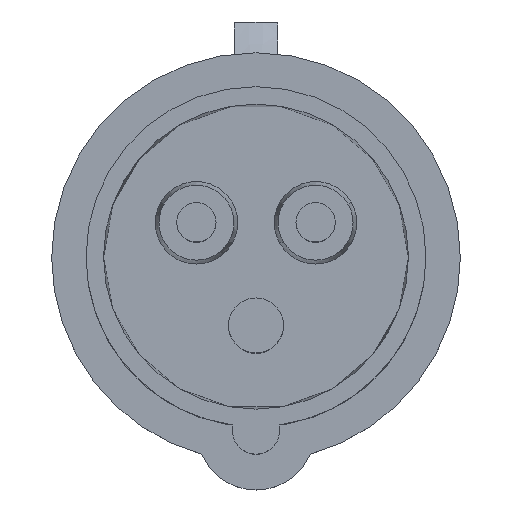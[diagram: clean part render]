
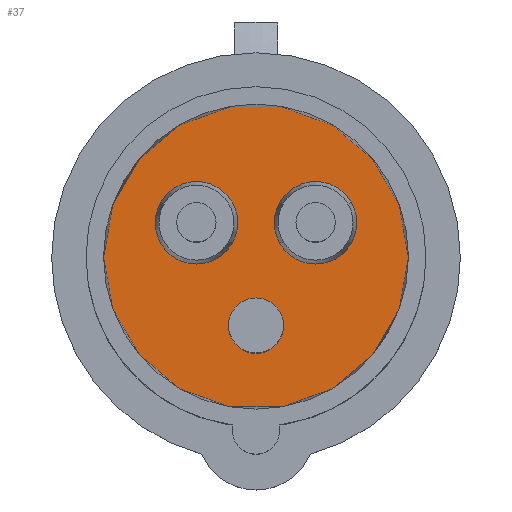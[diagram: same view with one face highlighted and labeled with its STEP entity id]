
A CAD part, top view. The second image highlights one B-rep face of the part: STEP entity #37.
In plain terms, the highlighted planar face has unit normal (0, 0, 1).
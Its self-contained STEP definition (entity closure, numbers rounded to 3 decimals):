
#37 = ADVANCED_FACE ( 'NONE', ( #1888, #11022, #2725, #6350 ), #9718, .T. ) ;
#72 = AXIS2_PLACEMENT_3D ( 'NONE', #984, #5675, #10332 ) ;
#160 = ORIENTED_EDGE ( 'NONE', *, *, #9399, .T. ) ;
#311 = CIRCLE ( 'NONE', #14738, 19.389 ) ;
#360 = CARTESIAN_POINT ( 'NONE',  ( 7.578, 4.375, 0.8 ) ) ;
#572 = DIRECTION ( 'NONE',  ( 0., 0., 1. ) ) ;
#588 = DIRECTION ( 'NONE',  ( 1., 0., 0. ) ) ;
#894 = EDGE_CURVE ( 'NONE', #11835, #10998, #6261, .T. ) ;
#962 = CARTESIAN_POINT ( 'NONE',  ( 7.578, 4.375, 0.8 ) ) ;
#984 = CARTESIAN_POINT ( 'NONE',  ( 0., 0., 0.8 ) ) ;
#1056 = AXIS2_PLACEMENT_3D ( 'NONE', #962, #4330, #5741 ) ;
#1554 = CIRCLE ( 'NONE', #72, 19.389 ) ;
#1565 = DIRECTION ( 'NONE',  ( 0., 0., 1. ) ) ;
#1720 = ORIENTED_EDGE ( 'NONE', *, *, #8159, .F. ) ;
#1888 = FACE_BOUND ( 'NONE', #9838, .T. ) ;
#2539 = AXIS2_PLACEMENT_3D ( 'NONE', #14351, #11112, #12096 ) ;
#2705 = CIRCLE ( 'NONE', #11796, 3.5 ) ;
#2711 = CARTESIAN_POINT ( 'NONE',  ( 0., -8.75, 0.8 ) ) ;
#2725 = FACE_BOUND ( 'NONE', #3601, .T. ) ;
#2864 = CARTESIAN_POINT ( 'NONE',  ( -3.5, -8.75, 0.8 ) ) ;
#3213 = ORIENTED_EDGE ( 'NONE', *, *, #5078, .T. ) ;
#3582 = DIRECTION ( 'NONE',  ( 1., 0., 0. ) ) ;
#3601 = EDGE_LOOP ( 'NONE', ( #4602, #160 ) ) ;
#3997 = CIRCLE ( 'NONE', #8664, 5.25 ) ;
#4330 = DIRECTION ( 'NONE',  ( 0., 0., 1. ) ) ;
#4413 = EDGE_CURVE ( 'NONE', #13157, #8673, #311, .T. ) ;
#4602 = ORIENTED_EDGE ( 'NONE', *, *, #11155, .T. ) ;
#4909 = EDGE_LOOP ( 'NONE', ( #6536, #5700 ) ) ;
#4934 = DIRECTION ( 'NONE',  ( 1., 0., 0. ) ) ;
#5078 = EDGE_CURVE ( 'NONE', #8673, #13157, #1554, .T. ) ;
#5190 = DIRECTION ( 'NONE',  ( 0., 0., -1. ) ) ;
#5530 = AXIS2_PLACEMENT_3D ( 'NONE', #10637, #10864, #3582 ) ;
#5675 = DIRECTION ( 'NONE',  ( 0., 0., 1. ) ) ;
#5700 = ORIENTED_EDGE ( 'NONE', *, *, #15077, .F. ) ;
#5741 = DIRECTION ( 'NONE',  ( 1., 0., 0. ) ) ;
#6261 = CIRCLE ( 'NONE', #5530, 5.25 ) ;
#6350 = FACE_OUTER_BOUND ( 'NONE', #7285, .T. ) ;
#6536 = ORIENTED_EDGE ( 'NONE', *, *, #894, .F. ) ;
#6996 = CIRCLE ( 'NONE', #12596, 5.25 ) ;
#7077 = VERTEX_POINT ( 'NONE', #13909 ) ;
#7285 = EDGE_LOOP ( 'NONE', ( #11472, #3213 ) ) ;
#7330 = CIRCLE ( 'NONE', #9281, 3.5 ) ;
#8159 = EDGE_CURVE ( 'NONE', #7077, #8928, #8170, .T. ) ;
#8170 = CIRCLE ( 'NONE', #1056, 5.25 ) ;
#8664 = AXIS2_PLACEMENT_3D ( 'NONE', #360, #9947, #588 ) ;
#8673 = VERTEX_POINT ( 'NONE', #11965 ) ;
#8928 = VERTEX_POINT ( 'NONE', #10204 ) ;
#9281 = AXIS2_PLACEMENT_3D ( 'NONE', #13660, #14764, #10336 ) ;
#9399 = EDGE_CURVE ( 'NONE', #10102, #11936, #7330, .T. ) ;
#9552 = CARTESIAN_POINT ( 'NONE',  ( -3.031, 1.75, 0.8 ) ) ;
#9718 = PLANE ( 'NONE',  #2539 ) ;
#9838 = EDGE_LOOP ( 'NONE', ( #10187, #1720 ) ) ;
#9859 = DIRECTION ( 'NONE',  ( 1., 0., 0. ) ) ;
#9947 = DIRECTION ( 'NONE',  ( 0., 0., 1. ) ) ;
#10102 = VERTEX_POINT ( 'NONE', #13384 ) ;
#10187 = ORIENTED_EDGE ( 'NONE', *, *, #13107, .F. ) ;
#10204 = CARTESIAN_POINT ( 'NONE',  ( 3.031, 1.75, 0.8 ) ) ;
#10332 = DIRECTION ( 'NONE',  ( 1., 0., 0. ) ) ;
#10336 = DIRECTION ( 'NONE',  ( 1., 0., 0. ) ) ;
#10637 = CARTESIAN_POINT ( 'NONE',  ( -7.578, 4.375, 0.8 ) ) ;
#10864 = DIRECTION ( 'NONE',  ( 0., 0., 1. ) ) ;
#10974 = CARTESIAN_POINT ( 'NONE',  ( -12.124, 7., 0.8 ) ) ;
#10998 = VERTEX_POINT ( 'NONE', #10974 ) ;
#11022 = FACE_BOUND ( 'NONE', #4909, .T. ) ;
#11112 = DIRECTION ( 'NONE',  ( 0., 0., 1. ) ) ;
#11155 = EDGE_CURVE ( 'NONE', #11936, #10102, #2705, .T. ) ;
#11472 = ORIENTED_EDGE ( 'NONE', *, *, #4413, .T. ) ;
#11796 = AXIS2_PLACEMENT_3D ( 'NONE', #2711, #5190, #9859 ) ;
#11835 = VERTEX_POINT ( 'NONE', #9552 ) ;
#11905 = CARTESIAN_POINT ( 'NONE',  ( -7.578, 4.375, 0.8 ) ) ;
#11936 = VERTEX_POINT ( 'NONE', #2864 ) ;
#11965 = CARTESIAN_POINT ( 'NONE',  ( -19.389, 0., 0.8 ) ) ;
#12096 = DIRECTION ( 'NONE',  ( 1., 0., 0. ) ) ;
#12152 = CARTESIAN_POINT ( 'NONE',  ( 19.389, 0., 0.8 ) ) ;
#12205 = DIRECTION ( 'NONE',  ( 1., 0., 0. ) ) ;
#12596 = AXIS2_PLACEMENT_3D ( 'NONE', #11905, #1565, #4934 ) ;
#13107 = EDGE_CURVE ( 'NONE', #8928, #7077, #3997, .T. ) ;
#13157 = VERTEX_POINT ( 'NONE', #12152 ) ;
#13384 = CARTESIAN_POINT ( 'NONE',  ( 3.5, -8.75, 0.8 ) ) ;
#13550 = CARTESIAN_POINT ( 'NONE',  ( 0., 0., 0.8 ) ) ;
#13660 = CARTESIAN_POINT ( 'NONE',  ( 0., -8.75, 0.8 ) ) ;
#13909 = CARTESIAN_POINT ( 'NONE',  ( 12.124, 7., 0.8 ) ) ;
#14351 = CARTESIAN_POINT ( 'NONE',  ( 0., 0., 0.8 ) ) ;
#14738 = AXIS2_PLACEMENT_3D ( 'NONE', #13550, #572, #12205 ) ;
#14764 = DIRECTION ( 'NONE',  ( 0., 0., -1. ) ) ;
#15077 = EDGE_CURVE ( 'NONE', #10998, #11835, #6996, .T. ) ;
